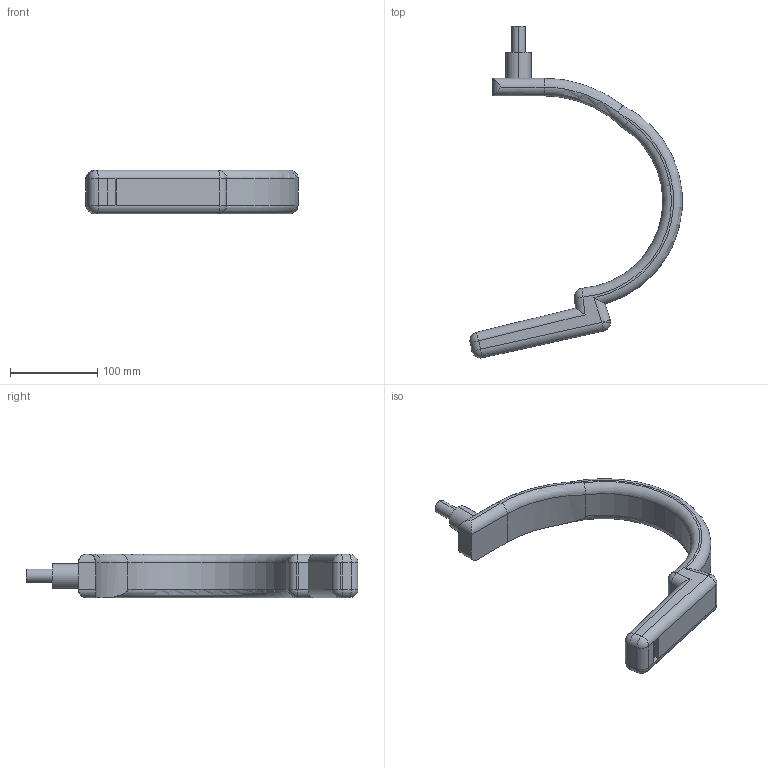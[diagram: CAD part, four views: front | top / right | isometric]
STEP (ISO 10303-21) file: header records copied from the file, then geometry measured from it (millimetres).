
FILE_DESCRIPTION (( 'STEP AP203' ), '1' );
FILE_NAME ('running prosthesis cheap.STEP', '2019-09-13T03:30:18', ( '' ), ( '' ), 'SwSTEP 2.0', 'SolidWorks 2018', '' );
FILE_SCHEMA (( 'CONFIG_CONTROL_DESIGN' ));
Length unit declared in the file: millimetre
Products named in the file (1): running prosthesis cheap
Bounding box: 243.02 x 380.28 x 50 mm (x, y, z)
Volume: 706575.1 mm3; surface area: 85763.2 mm2
Topology: 1 solids, 1 shells, 64 faces, 140 edges, 78 vertices
Faces by surface type: cylinder 29, plane 18, sphere 10, torus 7
Entity records: 1938 total; most frequent: CARTESIAN_POINT 483, DIRECTION 311, ORIENTED_EDGE 272, EDGE_CURVE 136, AXIS2_PLACEMENT_3D 123, VERTEX_POINT 76, EDGE_LOOP 66, LINE 65
